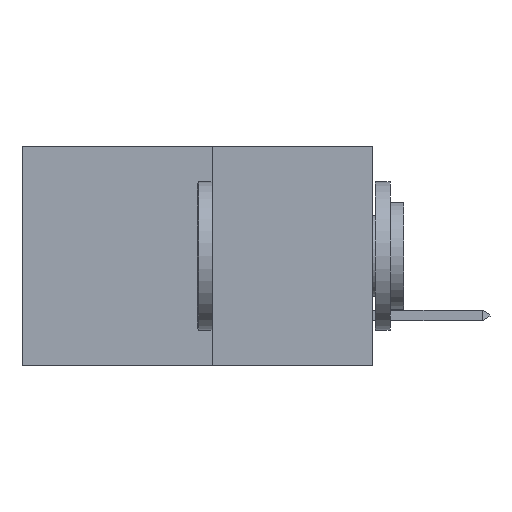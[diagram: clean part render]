
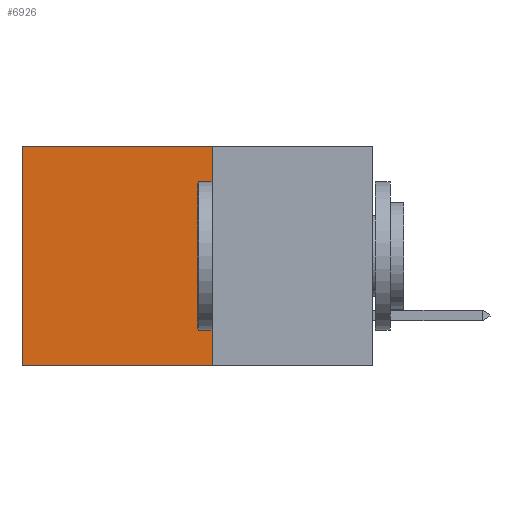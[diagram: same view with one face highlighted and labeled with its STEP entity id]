
A CAD part, left-side view. The second image highlights one B-rep face of the part: STEP entity #6926.
In plain terms, the highlighted planar face has unit normal (-1, 0, 0).
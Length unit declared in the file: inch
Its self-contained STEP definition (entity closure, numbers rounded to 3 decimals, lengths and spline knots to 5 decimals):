
#144 = EDGE_CURVE ( 'NONE', #8521, #2226, #3981, .T. ) ;
#337 = VERTEX_POINT ( 'NONE', #512 ) ;
#512 = CARTESIAN_POINT ( 'NONE',  ( 0.277, 0.27, -0.37 ) ) ;
#604 = EDGE_LOOP ( 'NONE', ( #3890, #9152, #7496, #2438 ) ) ;
#622 = DIRECTION ( 'NONE',  ( 0., 1., 0. ) ) ;
#677 = LINE ( 'NONE', #8181, #5778 ) ;
#949 = CARTESIAN_POINT ( 'NONE',  ( 0.277, 0.27, 0. ) ) ;
#2226 = VERTEX_POINT ( 'NONE', #3303 ) ;
#2438 = ORIENTED_EDGE ( 'NONE', *, *, #144, .T. ) ;
#2488 = EDGE_CURVE ( 'NONE', #8521, #337, #7989, .T. ) ;
#2788 = DIRECTION ( 'NONE',  ( 0., 1., 0. ) ) ;
#2990 = CARTESIAN_POINT ( 'NONE',  ( 0.277, 0.27, -0.37 ) ) ;
#3303 = CARTESIAN_POINT ( 'NONE',  ( 0.277, 0.59, 0. ) ) ;
#3443 = AXIS2_PLACEMENT_3D ( 'NONE', #8883, #8849, #8835 ) ;
#3641 = VECTOR ( 'NONE', #2788, 39.37008 ) ;
#3890 = ORIENTED_EDGE ( 'NONE', *, *, #6151, .T. ) ;
#3981 = LINE ( 'NONE', #10095, #11476 ) ;
#4453 = FACE_OUTER_BOUND ( 'NONE', #604, .T. ) ;
#5309 = VERTEX_POINT ( 'NONE', #7793 ) ;
#5703 = VECTOR ( 'NONE', #6681, 39.37008 ) ;
#5778 = VECTOR ( 'NONE', #7964, 39.37008 ) ;
#6151 = EDGE_CURVE ( 'NONE', #2226, #5309, #677, .T. ) ;
#6331 = LINE ( 'NONE', #2990, #3641 ) ;
#6681 = DIRECTION ( 'NONE',  ( 0., 0., -1. ) ) ;
#6926 = ADVANCED_FACE ( 'NONE', ( #4453 ), #8895, .F. ) ;
#7496 = ORIENTED_EDGE ( 'NONE', *, *, #2488, .F. ) ;
#7643 = EDGE_CURVE ( 'NONE', #337, #5309, #6331, .T. ) ;
#7793 = CARTESIAN_POINT ( 'NONE',  ( 0.277, 0.59, -0.37 ) ) ;
#7817 = CARTESIAN_POINT ( 'NONE',  ( 0.277, 0.27, -0.37 ) ) ;
#7964 = DIRECTION ( 'NONE',  ( 0., 0., -1. ) ) ;
#7989 = LINE ( 'NONE', #7817, #5703 ) ;
#8181 = CARTESIAN_POINT ( 'NONE',  ( 0.277, 0.59, -0.37 ) ) ;
#8521 = VERTEX_POINT ( 'NONE', #949 ) ;
#8835 = DIRECTION ( 'NONE',  ( 0., 0., -1. ) ) ;
#8849 = DIRECTION ( 'NONE',  ( 1., 0., 0. ) ) ;
#8883 = CARTESIAN_POINT ( 'NONE',  ( 0.277, 0.27, -0.37 ) ) ;
#8895 = PLANE ( 'NONE',  #3443 ) ;
#9152 = ORIENTED_EDGE ( 'NONE', *, *, #7643, .F. ) ;
#10095 = CARTESIAN_POINT ( 'NONE',  ( 0.277, 0.27, 0. ) ) ;
#11476 = VECTOR ( 'NONE', #622, 39.37008 ) ;
